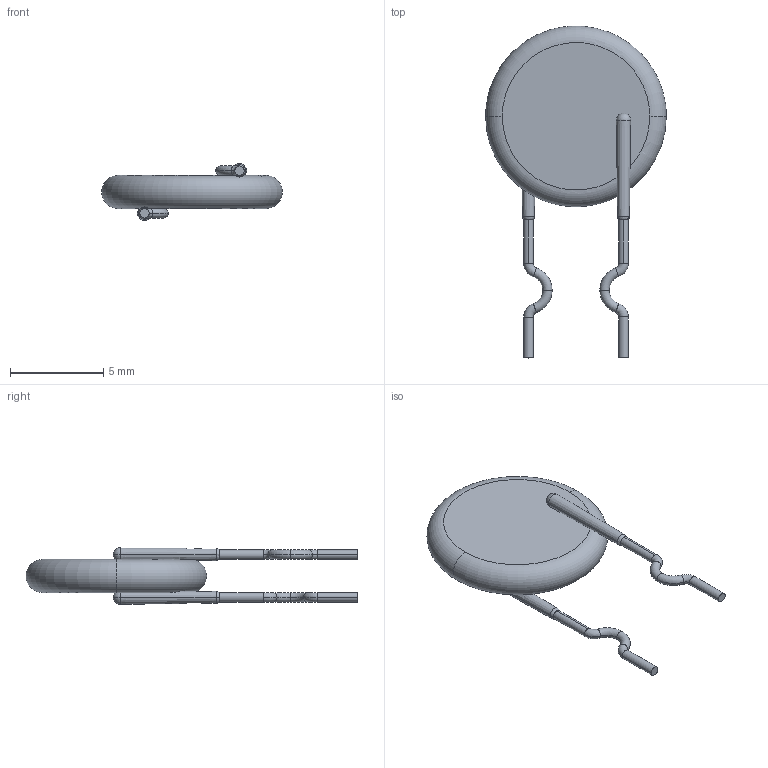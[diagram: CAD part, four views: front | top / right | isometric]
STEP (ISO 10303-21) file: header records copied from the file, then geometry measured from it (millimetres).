
FILE_DESCRIPTION (( 'STEP AP214' ), '1' );
FILE_NAME ('User Library-mf-r065-1.STEP', '2017-02-14T12:46:43', ( 'Windows User' ), ( '' ), 'SwSTEP 2.0', 'SolidWorks 2017', '' );
FILE_SCHEMA (( 'AUTOMOTIVE_DESIGN' ));
Length unit declared in the file: millimetre
Products named in the file (1): User Library-mf-r065-1
Bounding box: 9.7 x 17.82 x 3.05 mm (x, y, z)
Volume: 129.2 mm3; surface area: 223.4 mm2
Topology: 1 solids, 1 shells, 41 faces, 102 edges, 62 vertices
Faces by surface type: torus 18, cylinder 8, sphere 7, cone 4, plane 4
Entity records: 2019 total; most frequent: CARTESIAN_POINT 550, DIRECTION 244, ORIENTED_EDGE 192, AXIS2_PLACEMENT_3D 116, EDGE_CURVE 96, CIRCLE 74, VERTEX_POINT 58, UNCERTAINTY_MEASURE_WITH_UNIT 44
